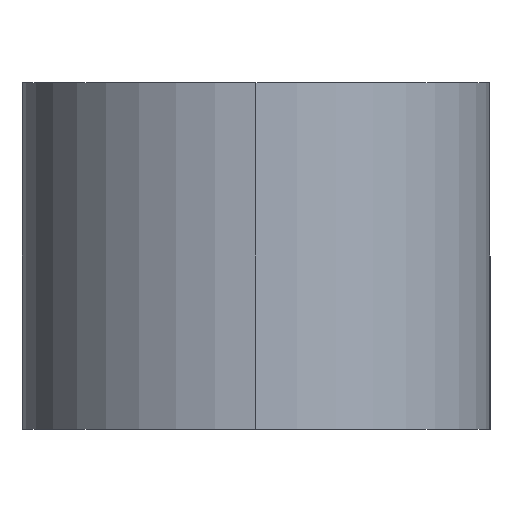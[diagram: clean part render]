
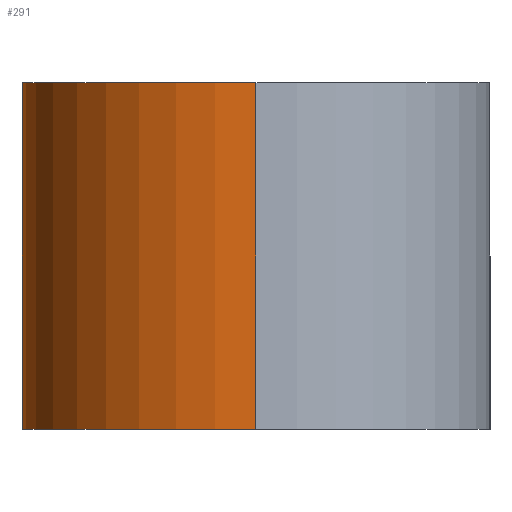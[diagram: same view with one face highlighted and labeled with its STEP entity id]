
A CAD part, left-side view. The second image highlights one B-rep face of the part: STEP entity #291.
In plain terms, the highlighted cylindrical face has radius 13.5 mm (diameter 27 mm), a partial arc.
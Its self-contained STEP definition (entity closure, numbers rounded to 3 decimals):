
#3 = CARTESIAN_POINT ( 'NONE',  ( 13.5, 0., 10. ) ) ;
#4 = CARTESIAN_POINT ( 'NONE',  ( -13.5, 0., 10. ) ) ;
#32 = VECTOR ( 'NONE', #86, 1000. ) ;
#38 = CARTESIAN_POINT ( 'NONE',  ( 0., 13.5, 0. ) ) ;
#43 = CARTESIAN_POINT ( 'NONE',  ( -13.5, 0., 0. ) ) ;
#62 = ORIENTED_EDGE ( 'NONE', *, *, #76, .F. ) ;
#65 = CARTESIAN_POINT ( 'NONE',  ( 0., 13.5, 10. ) ) ;
#66 = ORIENTED_EDGE ( 'NONE', *, *, #154, .F. ) ;
#76 = EDGE_CURVE ( 'NONE', #373, #208, #324, .T. ) ;
#80 = DIRECTION ( 'NONE',  ( 1., 0., 0. ) ) ;
#81 = DIRECTION ( 'NONE',  ( 0., 0., -1. ) ) ;
#86 = DIRECTION ( 'NONE',  ( 0., 0., -1. ) ) ;
#94 = VERTEX_POINT ( 'NONE', #38 ) ;
#101 = CARTESIAN_POINT ( 'NONE',  ( -13.5, 0., 20. ) ) ;
#114 = EDGE_CURVE ( 'NONE', #418, #94, #327, .T. ) ;
#123 = ORIENTED_EDGE ( 'NONE', *, *, #170, .T. ) ;
#127 = CARTESIAN_POINT ( 'NONE',  ( 0., 0., 10. ) ) ;
#135 = ORIENTED_EDGE ( 'NONE', *, *, #243, .T. ) ;
#143 = VERTEX_POINT ( 'NONE', #180 ) ;
#147 = DIRECTION ( 'NONE',  ( 0., 0., -1. ) ) ;
#151 = DIRECTION ( 'NONE',  ( 0., 0., 1. ) ) ;
#152 = CIRCLE ( 'NONE', #354, 13.5 ) ;
#154 = EDGE_CURVE ( 'NONE', #143, #373, #262, .T. ) ;
#155 = AXIS2_PLACEMENT_3D ( 'NONE', #267, #406, #371 ) ;
#170 = EDGE_CURVE ( 'NONE', #143, #454, #181, .T. ) ;
#176 = CIRCLE ( 'NONE', #239, 13.5 ) ;
#180 = CARTESIAN_POINT ( 'NONE',  ( 13.5, 0., 20. ) ) ;
#181 = LINE ( 'NONE', #3, #328 ) ;
#182 = CARTESIAN_POINT ( 'NONE',  ( 0., 13.5, 10. ) ) ;
#192 = DIRECTION ( 'NONE',  ( 1., 0., 0. ) ) ;
#208 = VERTEX_POINT ( 'NONE', #43 ) ;
#214 = AXIS2_PLACEMENT_3D ( 'NONE', #259, #151, #80 ) ;
#225 = EDGE_CURVE ( 'NONE', #94, #208, #176, .T. ) ;
#234 = DIRECTION ( 'NONE',  ( 1., 0., 0. ) ) ;
#236 = DIRECTION ( 'NONE',  ( 0., 0., 1. ) ) ;
#239 = AXIS2_PLACEMENT_3D ( 'NONE', #305, #236, #192 ) ;
#240 = CYLINDRICAL_SURFACE ( 'NONE', #155, 13.5 ) ;
#243 = EDGE_CURVE ( 'NONE', #454, #418, #152, .T. ) ;
#259 = CARTESIAN_POINT ( 'NONE',  ( 0., 0., 20. ) ) ;
#262 = CIRCLE ( 'NONE', #214, 13.5 ) ;
#267 = CARTESIAN_POINT ( 'NONE',  ( 0., 0., 10. ) ) ;
#286 = EDGE_LOOP ( 'NONE', ( #66, #123, #135, #416, #348, #62 ) ) ;
#291 = ADVANCED_FACE ( 'NONE', ( #400 ), #240, .T. ) ;
#305 = CARTESIAN_POINT ( 'NONE',  ( 0., 0., 0. ) ) ;
#309 = CARTESIAN_POINT ( 'NONE',  ( 13.5, 0., 10. ) ) ;
#324 = LINE ( 'NONE', #4, #389 ) ;
#327 = LINE ( 'NONE', #182, #32 ) ;
#328 = VECTOR ( 'NONE', #147, 1000. ) ;
#336 = DIRECTION ( 'NONE',  ( 0., 0., 1. ) ) ;
#348 = ORIENTED_EDGE ( 'NONE', *, *, #225, .T. ) ;
#354 = AXIS2_PLACEMENT_3D ( 'NONE', #127, #336, #234 ) ;
#371 = DIRECTION ( 'NONE',  ( -1., 0., 0. ) ) ;
#373 = VERTEX_POINT ( 'NONE', #101 ) ;
#389 = VECTOR ( 'NONE', #81, 1000. ) ;
#400 = FACE_OUTER_BOUND ( 'NONE', #286, .T. ) ;
#406 = DIRECTION ( 'NONE',  ( 0., 0., -1. ) ) ;
#416 = ORIENTED_EDGE ( 'NONE', *, *, #114, .T. ) ;
#418 = VERTEX_POINT ( 'NONE', #65 ) ;
#454 = VERTEX_POINT ( 'NONE', #309 ) ;
